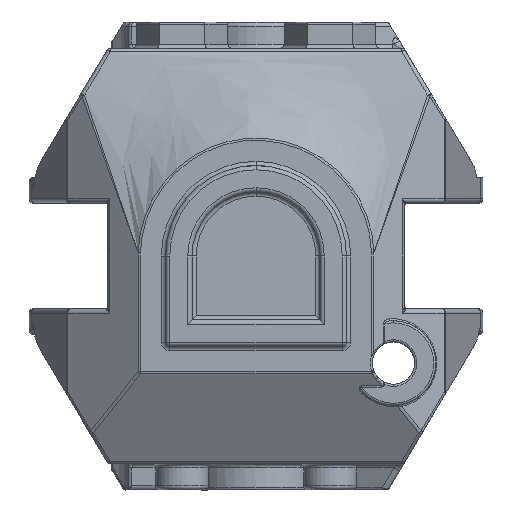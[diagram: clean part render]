
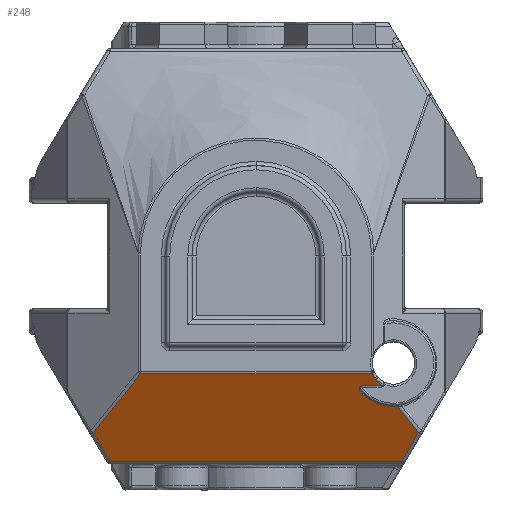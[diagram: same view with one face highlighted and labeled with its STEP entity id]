
A CAD part, front view. The second image highlights one B-rep face of the part: STEP entity #248.
In plain terms, the highlighted planar face has unit normal (0, -0.864, -0.504).
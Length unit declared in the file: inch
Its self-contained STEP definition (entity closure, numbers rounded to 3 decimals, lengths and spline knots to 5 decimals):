
#31 = CARTESIAN_POINT ( 'NONE',  ( -0.84581, -0.34775, -0.70642 ) ) ;
#239 = LINE ( 'NONE', #7335, #3975 ) ;
#248 = ADVANCED_FACE ( 'NONE', ( #2002 ), #14159, .F. ) ;
#342 = LINE ( 'NONE', #2378, #16573 ) ;
#555 = LINE ( 'NONE', #20411, #11659 ) ;
#909 = VECTOR ( 'NONE', #8573, 39.37008 ) ;
#911 = VECTOR ( 'NONE', #7762, 39.37008 ) ;
#1007 = CARTESIAN_POINT ( 'NONE',  ( 0.24716, -0.65284, -0.18318 ) ) ;
#1046 = ORIENTED_EDGE ( 'NONE', *, *, #17683, .T. ) ;
#1443 = VERTEX_POINT ( 'NONE', #15502 ) ;
#1814 = CARTESIAN_POINT ( 'NONE',  ( 0.54598, -0.43478, -0.55717 ) ) ;
#1833 = LINE ( 'NONE', #31, #21944 ) ;
#1894 = CARTESIAN_POINT ( 'NONE',  ( 0.54058, -0.35775, -0.68927 ) ) ;
#1912 = EDGE_LOOP ( 'NONE', ( #9426, #1046, #7643, #17756, #2108, #2228, #2593, #5706, #16820, #15765, #6150, #9751, #16709 ) ) ;
#2002 = FACE_OUTER_BOUND ( 'NONE', #1912, .T. ) ;
#2108 = ORIENTED_EDGE ( 'NONE', *, *, #3696, .T. ) ;
#2228 = ORIENTED_EDGE ( 'NONE', *, *, #9756, .T. ) ;
#2279 = LINE ( 'NONE', #14213, #3433 ) ;
#2378 = CARTESIAN_POINT ( 'NONE',  ( 0.24716, -0.65284, -0.18318 ) ) ;
#2561 = CARTESIAN_POINT ( 'NONE',  ( 0.48859, -0.39908, -0.6184 ) ) ;
#2593 = ORIENTED_EDGE ( 'NONE', *, *, #13004, .T. ) ;
#2672 = VERTEX_POINT ( 'NONE', #14182 ) ;
#2891 = CARTESIAN_POINT ( 'NONE',  ( 0.66229, -0.34511, -0.71094 ) ) ;
#3198 = EDGE_CURVE ( 'NONE', #15505, #18359, #16935, .T. ) ;
#3433 = VECTOR ( 'NONE', #4211, 39.37008 ) ;
#3565 = VECTOR ( 'NONE', #6115, 39.37008 ) ;
#3696 = EDGE_CURVE ( 'NONE', #18359, #4749, #2279, .T. ) ;
#3811 = CARTESIAN_POINT ( 'NONE',  ( 0.48735, -0.39711, -0.62177 ) ) ;
#3975 = VECTOR ( 'NONE', #20730, 39.37008 ) ;
#4042 = CARTESIAN_POINT ( 'NONE',  ( 0., -0.56691, -0.33056 ) ) ;
#4211 = DIRECTION ( 'NONE',  ( -0.568, -0.415, 0.711 ) ) ;
#4268 = CARTESIAN_POINT ( 'NONE',  ( 0.56498, -0.4208, -0.58115 ) ) ;
#4616 = AXIS2_PLACEMENT_3D ( 'NONE', #4042, #7526, #14505 ) ;
#4707 = CARTESIAN_POINT ( 'NONE',  ( 0.56132, -0.42358, -0.57637 ) ) ;
#4749 = VERTEX_POINT ( 'NONE', #1814 ) ;
#5085 = VERTEX_POINT ( 'NONE', #5405 ) ;
#5176 = EDGE_CURVE ( 'NONE', #16197, #10050, #6167, .T. ) ;
#5405 = CARTESIAN_POINT ( 'NONE',  ( -0.68806, -0.19329, -0.97132 ) ) ;
#5686 = VERTEX_POINT ( 'NONE', #16059 ) ;
#5706 = ORIENTED_EDGE ( 'NONE', *, *, #12216, .T. ) ;
#5779 = LINE ( 'NONE', #19490, #3565 ) ;
#5987 = VERTEX_POINT ( 'NONE', #10202 ) ;
#6115 = DIRECTION ( 'NONE',  ( -1., 0., 0. ) ) ;
#6150 = ORIENTED_EDGE ( 'NONE', *, *, #13512, .T. ) ;
#6167 =( BOUNDED_CURVE ( )  B_SPLINE_CURVE ( 3, ( #20586, #17314, #1894, #17206 ),
 .UNSPECIFIED., .F., .T. ) 
 B_SPLINE_CURVE_WITH_KNOTS ( ( 4, 4 ),
 ( 0., 0.79162 ),
 .UNSPECIFIED. ) 
 CURVE ( )  GEOMETRIC_REPRESENTATION_ITEM ( )  RATIONAL_B_SPLINE_CURVE ( ( 1., 0.948, 0.948, 1. ) ) 
 REPRESENTATION_ITEM ( '' )  );
#6196 = LINE ( 'NONE', #1007, #11864 ) ;
#6384 = CARTESIAN_POINT ( 'NONE',  ( 0.65615, -0.34496, -0.71121 ) ) ;
#6960 = CARTESIAN_POINT ( 'NONE',  ( -0.7687, -0.27224, -0.83591 ) ) ;
#7299 = CARTESIAN_POINT ( 'NONE',  ( 0.49137, -0.3881, -0.63722 ) ) ;
#7325 = EDGE_CURVE ( 'NONE', #5686, #16197, #16084, .T. ) ;
#7335 = CARTESIAN_POINT ( 'NONE',  ( -0.24716, -0.65284, -0.18318 ) ) ;
#7411 = CARTESIAN_POINT ( 'NONE',  ( 0.56695, -0.41947, -0.58342 ) ) ;
#7522 = CARTESIAN_POINT ( 'NONE',  ( 0.48982, -0.4, -0.61681 ) ) ;
#7526 = DIRECTION ( 'NONE',  ( 0., 0.864, 0.504 ) ) ;
#7629 = CARTESIAN_POINT ( 'NONE',  ( 0.49552, -0.38459, -0.64325 ) ) ;
#7643 = ORIENTED_EDGE ( 'NONE', *, *, #13100, .T. ) ;
#7762 = DIRECTION ( 'NONE',  ( 1., 0., 0. ) ) ;
#7880 = CARTESIAN_POINT ( 'NONE',  ( 0.69943, -0.19329, -0.97132 ) ) ;
#8569 = VERTEX_POINT ( 'NONE', #17387 ) ;
#8573 = DIRECTION ( 'NONE',  ( 1., 0., 0. ) ) ;
#8648 = CARTESIAN_POINT ( 'NONE',  ( 0.65, -0.34496, -0.71121 ) ) ;
#9260 = DIRECTION ( 'NONE',  ( -0.568, -0.415, 0.711 ) ) ;
#9426 = ORIENTED_EDGE ( 'NONE', *, *, #11748, .T. ) ;
#9436 = CARTESIAN_POINT ( 'NONE',  ( 0.49326, -0.40114, -0.61486 ) ) ;
#9751 = ORIENTED_EDGE ( 'NONE', *, *, #7325, .T. ) ;
#9756 = EDGE_CURVE ( 'NONE', #4749, #12938, #5779, .T. ) ;
#9965 = CARTESIAN_POINT ( 'NONE',  ( -0.54598, -0.43478, -0.55717 ) ) ;
#10050 = VERTEX_POINT ( 'NONE', #15331 ) ;
#10058 = CARTESIAN_POINT ( 'NONE',  ( 0.56695, -0.41947, -0.58342 ) ) ;
#10202 = CARTESIAN_POINT ( 'NONE',  ( 0.7687, -0.27224, -0.83591 ) ) ;
#11129 = CARTESIAN_POINT ( 'NONE',  ( 0.4875, -0.39396, -0.62716 ) ) ;
#11318 = LINE ( 'NONE', #18592, #909 ) ;
#11335 = CARTESIAN_POINT ( 'NONE',  ( 0.66841, -0.34543, -0.7104 ) ) ;
#11659 = VECTOR ( 'NONE', #21035, 39.37008 ) ;
#11748 = EDGE_CURVE ( 'NONE', #10050, #2672, #21029, .T. ) ;
#11864 = VECTOR ( 'NONE', #21492, 39.37008 ) ;
#12216 = EDGE_CURVE ( 'NONE', #17994, #5085, #1833, .T. ) ;
#12473 = CARTESIAN_POINT ( 'NONE',  ( 0.56132, -0.42358, -0.57637 ) ) ;
#12938 = VERTEX_POINT ( 'NONE', #9965 ) ;
#13004 = EDGE_CURVE ( 'NONE', #12938, #17994, #239, .T. ) ;
#13100 = EDGE_CURVE ( 'NONE', #8569, #15505, #342, .T. ) ;
#13512 = EDGE_CURVE ( 'NONE', #5987, #5686, #6196, .T. ) ;
#14159 = PLANE ( 'NONE',  #4616 ) ;
#14182 = CARTESIAN_POINT ( 'NONE',  ( 0.49745, -0.40136, -0.61448 ) ) ;
#14213 = CARTESIAN_POINT ( 'NONE',  ( 0.24716, -0.65284, -0.18318 ) ) ;
#14249 = EDGE_CURVE ( 'NONE', #1443, #5987, #555, .T. ) ;
#14279 = CARTESIAN_POINT ( 'NONE',  ( 0.5631, -0.42217, -0.57879 ) ) ;
#14505 = DIRECTION ( 'NONE',  ( 0., -0.504, 0.864 ) ) ;
#15331 = CARTESIAN_POINT ( 'NONE',  ( 0.50059, -0.38136, -0.64878 ) ) ;
#15502 = CARTESIAN_POINT ( 'NONE',  ( 0.68806, -0.19329, -0.97132 ) ) ;
#15505 = VERTEX_POINT ( 'NONE', #10058 ) ;
#15765 = ORIENTED_EDGE ( 'NONE', *, *, #14249, .T. ) ;
#15900 = EDGE_CURVE ( 'NONE', #5085, #1443, #18223, .T. ) ;
#16059 = CARTESIAN_POINT ( 'NONE',  ( 0.66841, -0.34543, -0.7104 ) ) ;
#16078 = CARTESIAN_POINT ( 'NONE',  ( 0.4879, -0.39296, -0.62889 ) ) ;
#16084 =( BOUNDED_CURVE ( )  B_SPLINE_CURVE ( 3, ( #11335, #2891, #6384, #16725 ),
 .UNSPECIFIED., .F., .F. ) 
 B_SPLINE_CURVE_WITH_KNOTS ( ( 4, 4 ),
 ( 6.19539, 6.28319 ),
 .UNSPECIFIED. ) 
 CURVE ( )  GEOMETRIC_REPRESENTATION_ITEM ( )  RATIONAL_B_SPLINE_CURVE ( ( 1., 0.999, 0.999, 1. ) ) 
 REPRESENTATION_ITEM ( '' )  );
#16197 = VERTEX_POINT ( 'NONE', #8648 ) ;
#16291 = CARTESIAN_POINT ( 'NONE',  ( 0.49745, -0.40136, -0.61448 ) ) ;
#16573 = VECTOR ( 'NONE', #9260, 39.37008 ) ;
#16709 = ORIENTED_EDGE ( 'NONE', *, *, #5176, .T. ) ;
#16725 = CARTESIAN_POINT ( 'NONE',  ( 0.65, -0.34496, -0.71121 ) ) ;
#16820 = ORIENTED_EDGE ( 'NONE', *, *, #15900, .T. ) ;
#16935 =( BOUNDED_CURVE ( )  B_SPLINE_CURVE ( 3, ( #7411, #4268, #14279, #12473 ),
 .UNSPECIFIED., .F., .F. ) 
 B_SPLINE_CURVE_WITH_KNOTS ( ( 4, 4 ),
 ( 0.8556, 0.93772 ),
 .UNSPECIFIED. ) 
 CURVE ( )  GEOMETRIC_REPRESENTATION_ITEM ( )  RATIONAL_B_SPLINE_CURVE ( ( 1., 0.999, 0.999, 1. ) ) 
 REPRESENTATION_ITEM ( '' )  );
#17206 = CARTESIAN_POINT ( 'NONE',  ( 0.50059, -0.38136, -0.64878 ) ) ;
#17314 = CARTESIAN_POINT ( 'NONE',  ( 0.59309, -0.34496, -0.71121 ) ) ;
#17387 = CARTESIAN_POINT ( 'NONE',  ( 0.59177, -0.40136, -0.61448 ) ) ;
#17683 = EDGE_CURVE ( 'NONE', #2672, #8569, #11318, .T. ) ;
#17756 = ORIENTED_EDGE ( 'NONE', *, *, #3198, .T. ) ;
#17978 = CARTESIAN_POINT ( 'NONE',  ( 0.48721, -0.39604, -0.6236 ) ) ;
#17994 = VERTEX_POINT ( 'NONE', #6960 ) ;
#18223 = LINE ( 'NONE', #7880, #911 ) ;
#18359 = VERTEX_POINT ( 'NONE', #4707 ) ;
#18592 = CARTESIAN_POINT ( 'NONE',  ( 0.59363, -0.40136, -0.61448 ) ) ;
#19210 = CARTESIAN_POINT ( 'NONE',  ( 0.50059, -0.38136, -0.64878 ) ) ;
#19490 = CARTESIAN_POINT ( 'NONE',  ( 0., -0.43478, -0.55717 ) ) ;
#19672 = CARTESIAN_POINT ( 'NONE',  ( 0.4896, -0.38999, -0.63398 ) ) ;
#20307 = DIRECTION ( 'NONE',  ( 0.457, 0.448, -0.768 ) ) ;
#20411 = CARTESIAN_POINT ( 'NONE',  ( 0.84581, -0.34775, -0.70642 ) ) ;
#20586 = CARTESIAN_POINT ( 'NONE',  ( 0.65, -0.34496, -0.71121 ) ) ;
#20730 = DIRECTION ( 'NONE',  ( -0.568, 0.415, -0.711 ) ) ;
#21029 = B_SPLINE_CURVE_WITH_KNOTS ( 'NONE', 3,
 ( #19210, #21134, #7629, #7299, #19672, #16078, #11129, #17978, #3811, #2561, #7522, #9436, #21238, #16291 ),
 .UNSPECIFIED., .F., .F.,
 ( 4, 2, 2, 2, 2, 2, 4 ),
 ( 0., 0.00031, 0.00062, 0.00077, 0.00093, 0.00108, 0.00124 ),
 .UNSPECIFIED. ) ;
#21035 = DIRECTION ( 'NONE',  ( 0.457, -0.448, 0.768 ) ) ;
#21134 = CARTESIAN_POINT ( 'NONE',  ( 0.49792, -0.38293, -0.64608 ) ) ;
#21238 = CARTESIAN_POINT ( 'NONE',  ( 0.49537, -0.40136, -0.61448 ) ) ;
#21492 = DIRECTION ( 'NONE',  ( -0.568, -0.415, 0.711 ) ) ;
#21944 = VECTOR ( 'NONE', #20307, 39.37008 ) ;
